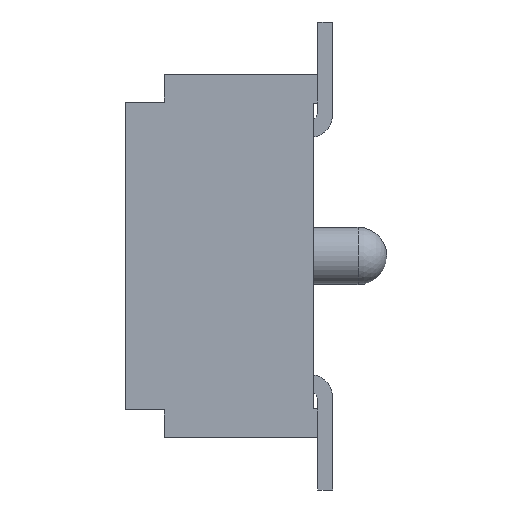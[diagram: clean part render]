
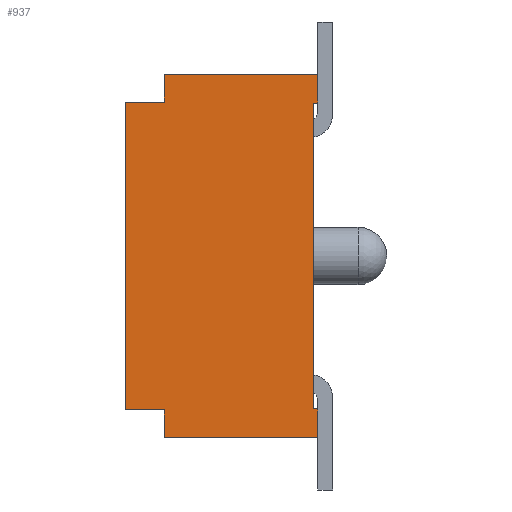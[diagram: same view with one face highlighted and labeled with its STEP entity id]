
A CAD part, left-side view. The second image highlights one B-rep face of the part: STEP entity #937.
In plain terms, the highlighted planar face has unit normal (-1, 0, 0).
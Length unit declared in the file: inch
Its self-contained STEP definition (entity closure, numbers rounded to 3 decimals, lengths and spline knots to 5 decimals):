
#937 = ADVANCED_FACE( '', ( #1912 ), #1913, .F. );
#1912 = FACE_OUTER_BOUND( '', #2931, .T. );
#1913 = PLANE( '', #2932 );
#2931 = EDGE_LOOP( '', ( #5565, #5566, #5567, #5568, #5569, #5570, #5571, #5572, #5573, #5574, #5575, #5576 ) );
#2932 = AXIS2_PLACEMENT_3D( '', #5577, #5578, #5579 );
#5565 = ORIENTED_EDGE( '', *, *, #7011, .T. );
#5566 = ORIENTED_EDGE( '', *, *, #6218, .T. );
#5567 = ORIENTED_EDGE( '', *, *, #7130, .F. );
#5568 = ORIENTED_EDGE( '', *, *, #6313, .T. );
#5569 = ORIENTED_EDGE( '', *, *, #6293, .T. );
#5570 = ORIENTED_EDGE( '', *, *, #6455, .T. );
#5571 = ORIENTED_EDGE( '', *, *, #7131, .T. );
#5572 = ORIENTED_EDGE( '', *, *, #6499, .T. );
#5573 = ORIENTED_EDGE( '', *, *, #6815, .T. );
#5574 = ORIENTED_EDGE( '', *, *, #6717, .T. );
#5575 = ORIENTED_EDGE( '', *, *, #7118, .T. );
#5576 = ORIENTED_EDGE( '', *, *, #6398, .F. );
#5577 = CARTESIAN_POINT( '', ( 0., 0.0835, -0.07875 ) );
#5578 = DIRECTION( '', ( 1., 0., 0. ) );
#5579 = DIRECTION( '', ( 0., 0., -1. ) );
#6218 = EDGE_CURVE( '', #7502, #7503, #7504, .T. );
#6293 = EDGE_CURVE( '', #7634, #7632, #7635, .T. );
#6313 = EDGE_CURVE( '', #7666, #7634, #7667, .T. );
#6398 = EDGE_CURVE( '', #7810, #7813, #7814, .T. );
#6455 = EDGE_CURVE( '', #7632, #7899, #7901, .T. );
#6499 = EDGE_CURVE( '', #7970, #7971, #7972, .T. );
#6717 = EDGE_CURVE( '', #8315, #8316, #8317, .T. );
#6815 = EDGE_CURVE( '', #7971, #8315, #8456, .T. );
#7011 = EDGE_CURVE( '', #7810, #7502, #8714, .T. );
#7118 = EDGE_CURVE( '', #8316, #7813, #8839, .T. );
#7130 = EDGE_CURVE( '', #7666, #7503, #8851, .T. );
#7131 = EDGE_CURVE( '', #7899, #7970, #8852, .T. );
#7502 = VERTEX_POINT( '', #9351 );
#7503 = VERTEX_POINT( '', #9352 );
#7504 = LINE( '', #9353, #9354 );
#7632 = VERTEX_POINT( '', #9536 );
#7634 = VERTEX_POINT( '', #9539 );
#7635 = LINE( '', #9540, #9541 );
#7666 = VERTEX_POINT( '', #9587 );
#7667 = LINE( '', #9588, #9589 );
#7810 = VERTEX_POINT( '', #9790 );
#7813 = VERTEX_POINT( '', #9794 );
#7814 = LINE( '', #9795, #9796 );
#7899 = VERTEX_POINT( '', #9923 );
#7901 = LINE( '', #9926, #9927 );
#7970 = VERTEX_POINT( '', #10029 );
#7971 = VERTEX_POINT( '', #10030 );
#7972 = LINE( '', #10031, #10032 );
#8315 = VERTEX_POINT( '', #10533 );
#8316 = VERTEX_POINT( '', #10534 );
#8317 = LINE( '', #10535, #10536 );
#8456 = LINE( '', #10748, #10749 );
#8714 = LINE( '', #11126, #11127 );
#8839 = LINE( '', #11303, #11304 );
#8851 = LINE( '', #11319, #11320 );
#8852 = LINE( '', #11321, #11322 );
#9351 = CARTESIAN_POINT( '', ( 0., 0.0665, 0.06675 ) );
#9352 = CARTESIAN_POINT( '', ( 0., 0.0835, 0.06675 ) );
#9353 = CARTESIAN_POINT( '', ( 0., 0.0665, 0.06675 ) );
#9354 = VECTOR( '', #11579, 39.37008 );
#9536 = CARTESIAN_POINT( '', ( 0., 0.0665, -0.07875 ) );
#9539 = CARTESIAN_POINT( '', ( 0., 0.0665, -0.06675 ) );
#9540 = CARTESIAN_POINT( '', ( 0., 0.0665, -0.06675 ) );
#9541 = VECTOR( '', #11650, 39.37008 );
#9587 = CARTESIAN_POINT( '', ( 0., 0.0835, -0.06675 ) );
#9588 = CARTESIAN_POINT( '', ( 0., 0.0835, -0.06675 ) );
#9589 = VECTOR( '', #11666, 39.37008 );
#9790 = CARTESIAN_POINT( '', ( 0., 0.0665, 0.07875 ) );
#9794 = CARTESIAN_POINT( '', ( 0., 0., 0.07875 ) );
#9795 = CARTESIAN_POINT( '', ( 0., 0.0835, 0.07875 ) );
#9796 = VECTOR( '', #11753, 39.37008 );
#9923 = CARTESIAN_POINT( '', ( 0., 0., -0.07875 ) );
#9926 = CARTESIAN_POINT( '', ( 0., 0.0835, -0.07875 ) );
#9927 = VECTOR( '', #11797, 39.37008 );
#10029 = CARTESIAN_POINT( '', ( 0., 0., -0.06635 ) );
#10030 = CARTESIAN_POINT( '', ( 0., 0.002, -0.06635 ) );
#10031 = CARTESIAN_POINT( '', ( 0., 0., -0.06635 ) );
#10032 = VECTOR( '', #11831, 39.37008 );
#10533 = CARTESIAN_POINT( '', ( 0., 0.002, 0.06635 ) );
#10534 = CARTESIAN_POINT( '', ( 0., 0., 0.06635 ) );
#10535 = CARTESIAN_POINT( '', ( 0., 0.002, 0.06635 ) );
#10536 = VECTOR( '', #12050, 39.37008 );
#10748 = CARTESIAN_POINT( '', ( 0., 0.002, -0.06635 ) );
#10749 = VECTOR( '', #12133, 39.37008 );
#11126 = CARTESIAN_POINT( '', ( 0., 0.0665, 0.11675 ) );
#11127 = VECTOR( '', #12298, 39.37008 );
#11303 = CARTESIAN_POINT( '', ( 0., 0., -0.07875 ) );
#11304 = VECTOR( '', #12380, 39.37008 );
#11319 = CARTESIAN_POINT( '', ( 0., 0.0835, -0.07875 ) );
#11320 = VECTOR( '', #12387, 39.37008 );
#11321 = CARTESIAN_POINT( '', ( 0., 0., -0.07875 ) );
#11322 = VECTOR( '', #12388, 39.37008 );
#11579 = DIRECTION( '', ( 0., 1., 0. ) );
#11650 = DIRECTION( '', ( 0., 0., -1. ) );
#11666 = DIRECTION( '', ( 0., -1., 0. ) );
#11753 = DIRECTION( '', ( 0., -1., 0. ) );
#11797 = DIRECTION( '', ( 0., -1., 0. ) );
#11831 = DIRECTION( '', ( 0., 1., 0. ) );
#12050 = DIRECTION( '', ( 0., -1., 0. ) );
#12133 = DIRECTION( '', ( 0., 0., 1. ) );
#12298 = DIRECTION( '', ( 0., 0., -1. ) );
#12380 = DIRECTION( '', ( 0., 0., 1. ) );
#12387 = DIRECTION( '', ( 0., 0., 1. ) );
#12388 = DIRECTION( '', ( 0., 0., 1. ) );
